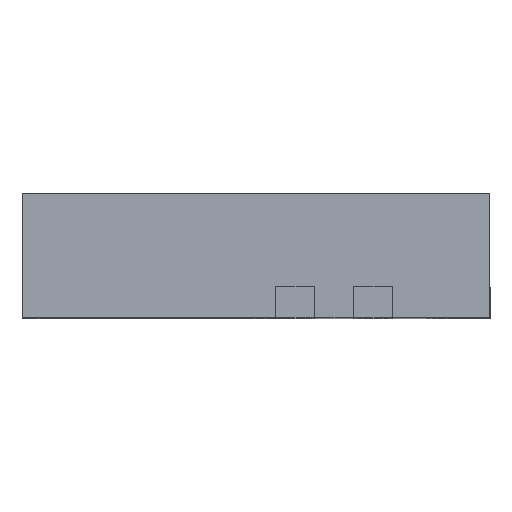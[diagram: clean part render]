
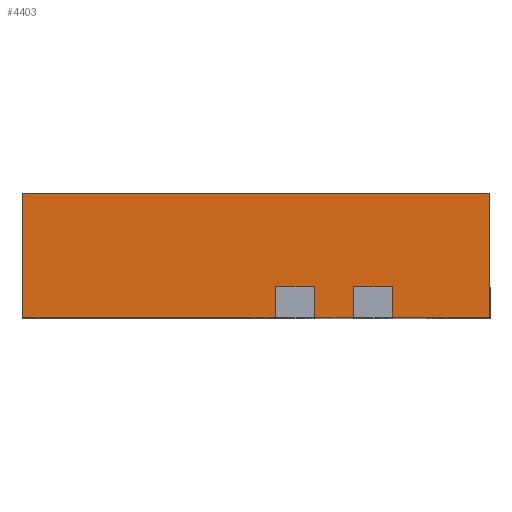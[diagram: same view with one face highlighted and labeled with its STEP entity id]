
A CAD part, top view. The second image highlights one B-rep face of the part: STEP entity #4403.
In plain terms, the highlighted planar face has unit normal (0, 0, 1).
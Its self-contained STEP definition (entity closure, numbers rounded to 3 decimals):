
#40 = ORIENTED_EDGE ( 'NONE', *, *, #5571, .T. ) ;
#121 = AXIS2_PLACEMENT_3D ( 'NONE', #4274, #5157, #339 ) ;
#259 = VECTOR ( 'NONE', #5191, 1000. ) ;
#339 = DIRECTION ( 'NONE',  ( -1., 0., 0. ) ) ;
#343 = CARTESIAN_POINT ( 'NONE',  ( 0.125, 0., 1.5 ) ) ;
#468 = EDGE_LOOP ( 'NONE', ( #3576, #3595, #4414, #2531, #1895, #3841, #3187, #3379, #40, #593, #2512, #1238 ) ) ;
#536 = FACE_OUTER_BOUND ( 'NONE', #468, .T. ) ;
#593 = ORIENTED_EDGE ( 'NONE', *, *, #2747, .F. ) ;
#674 = CARTESIAN_POINT ( 'NONE',  ( -1.5, 0.8, 1.5 ) ) ;
#711 = DIRECTION ( 'NONE',  ( 0., -1., 0. ) ) ;
#739 = DIRECTION ( 'NONE',  ( 1., 0., 0. ) ) ;
#815 = CARTESIAN_POINT ( 'NONE',  ( 1.5, 0.8, 1.5 ) ) ;
#838 = VECTOR ( 'NONE', #1577, 1000. ) ;
#840 = VERTEX_POINT ( 'NONE', #2756 ) ;
#890 = EDGE_CURVE ( 'NONE', #4022, #840, #2408, .T. ) ;
#900 = CARTESIAN_POINT ( 'NONE',  ( -1.5, 0.8, 1.5 ) ) ;
#917 = DIRECTION ( 'NONE',  ( 0., -1., 0. ) ) ;
#971 = VERTEX_POINT ( 'NONE', #5406 ) ;
#995 = VERTEX_POINT ( 'NONE', #5597 ) ;
#1042 = LINE ( 'NONE', #674, #5229 ) ;
#1166 = EDGE_CURVE ( 'NONE', #5310, #3593, #1042, .T. ) ;
#1228 = CARTESIAN_POINT ( 'NONE',  ( 0.625, 0.2, 1.5 ) ) ;
#1238 = ORIENTED_EDGE ( 'NONE', *, *, #5309, .T. ) ;
#1330 = DIRECTION ( 'NONE',  ( 1., 0., 0. ) ) ;
#1399 = LINE ( 'NONE', #4757, #259 ) ;
#1513 = VERTEX_POINT ( 'NONE', #343 ) ;
#1577 = DIRECTION ( 'NONE',  ( 0., -1., 0. ) ) ;
#1738 = VERTEX_POINT ( 'NONE', #1228 ) ;
#1792 = CARTESIAN_POINT ( 'NONE',  ( 0.625, 0.2, 1.5 ) ) ;
#1865 = EDGE_CURVE ( 'NONE', #4276, #995, #4168, .T. ) ;
#1895 = ORIENTED_EDGE ( 'NONE', *, *, #3340, .T. ) ;
#1910 = VECTOR ( 'NONE', #3606, 1000. ) ;
#1971 = VECTOR ( 'NONE', #3480, 1000. ) ;
#2101 = CARTESIAN_POINT ( 'NONE',  ( -1.5, 0., 1.5 ) ) ;
#2161 = EDGE_CURVE ( 'NONE', #5310, #4022, #5128, .T. ) ;
#2166 = DIRECTION ( 'NONE',  ( 1., 0., 0. ) ) ;
#2172 = VERTEX_POINT ( 'NONE', #4381 ) ;
#2174 = CARTESIAN_POINT ( 'NONE',  ( 0.125, 0.2, 1.5 ) ) ;
#2194 = LINE ( 'NONE', #2174, #1910 ) ;
#2202 = CARTESIAN_POINT ( 'NONE',  ( -1.5, 0., 1.5 ) ) ;
#2352 = DIRECTION ( 'NONE',  ( 0., -1., 0. ) ) ;
#2389 = LINE ( 'NONE', #2868, #838 ) ;
#2408 = LINE ( 'NONE', #5325, #5567 ) ;
#2411 = CARTESIAN_POINT ( 'NONE',  ( 0.625, 0., 1.5 ) ) ;
#2415 = CARTESIAN_POINT ( 'NONE',  ( -1.5, 0., 1.5 ) ) ;
#2512 = ORIENTED_EDGE ( 'NONE', *, *, #1865, .F. ) ;
#2531 = ORIENTED_EDGE ( 'NONE', *, *, #3603, .T. ) ;
#2574 = VECTOR ( 'NONE', #3868, 1000. ) ;
#2747 = EDGE_CURVE ( 'NONE', #995, #1513, #2194, .T. ) ;
#2756 = CARTESIAN_POINT ( 'NONE',  ( 1.5, 0., 1.5 ) ) ;
#2868 = CARTESIAN_POINT ( 'NONE',  ( 0.875, 0.2, 1.5 ) ) ;
#2905 = VERTEX_POINT ( 'NONE', #3269 ) ;
#2992 = LINE ( 'NONE', #4753, #3651 ) ;
#3187 = ORIENTED_EDGE ( 'NONE', *, *, #2161, .F. ) ;
#3269 = CARTESIAN_POINT ( 'NONE',  ( 0.375, 0., 1.5 ) ) ;
#3340 = EDGE_CURVE ( 'NONE', #971, #840, #2992, .T. ) ;
#3379 = ORIENTED_EDGE ( 'NONE', *, *, #1166, .T. ) ;
#3383 = CARTESIAN_POINT ( 'NONE',  ( 0.375, 0.2, 1.5 ) ) ;
#3399 = VECTOR ( 'NONE', #2166, 1000. ) ;
#3434 = PLANE ( 'NONE',  #121 ) ;
#3480 = DIRECTION ( 'NONE',  ( -1., 0., 0. ) ) ;
#3576 = ORIENTED_EDGE ( 'NONE', *, *, #4869, .T. ) ;
#3593 = VERTEX_POINT ( 'NONE', #2415 ) ;
#3595 = ORIENTED_EDGE ( 'NONE', *, *, #4551, .F. ) ;
#3603 = EDGE_CURVE ( 'NONE', #2172, #971, #2389, .T. ) ;
#3606 = DIRECTION ( 'NONE',  ( 0., -1., 0. ) ) ;
#3651 = VECTOR ( 'NONE', #739, 1000. ) ;
#3666 = VECTOR ( 'NONE', #5428, 1000. ) ;
#3733 = LINE ( 'NONE', #4125, #3666 ) ;
#3841 = ORIENTED_EDGE ( 'NONE', *, *, #890, .F. ) ;
#3868 = DIRECTION ( 'NONE',  ( 1., 0., 0. ) ) ;
#3942 = CARTESIAN_POINT ( 'NONE',  ( -1.5, 0.8, 1.5 ) ) ;
#4022 = VERTEX_POINT ( 'NONE', #815 ) ;
#4125 = CARTESIAN_POINT ( 'NONE',  ( 0.625, 0.2, 1.5 ) ) ;
#4168 = LINE ( 'NONE', #4364, #1971 ) ;
#4171 = VECTOR ( 'NONE', #1330, 1000. ) ;
#4274 = CARTESIAN_POINT ( 'NONE',  ( -1.5, 0.8, 1.5 ) ) ;
#4276 = VERTEX_POINT ( 'NONE', #3383 ) ;
#4364 = CARTESIAN_POINT ( 'NONE',  ( 0.125, 0.2, 1.5 ) ) ;
#4381 = CARTESIAN_POINT ( 'NONE',  ( 0.875, 0.2, 1.5 ) ) ;
#4403 = ADVANCED_FACE ( 'NONE', ( #536 ), #3434, .F. ) ;
#4414 = ORIENTED_EDGE ( 'NONE', *, *, #5086, .F. ) ;
#4510 = LINE ( 'NONE', #2202, #2574 ) ;
#4551 = EDGE_CURVE ( 'NONE', #1738, #5044, #4801, .T. ) ;
#4753 = CARTESIAN_POINT ( 'NONE',  ( -1.5, 0., 1.5 ) ) ;
#4757 = CARTESIAN_POINT ( 'NONE',  ( 0.375, 0.2, 1.5 ) ) ;
#4801 = LINE ( 'NONE', #1792, #5204 ) ;
#4869 = EDGE_CURVE ( 'NONE', #2905, #5044, #5003, .T. ) ;
#5003 = LINE ( 'NONE', #2101, #3399 ) ;
#5044 = VERTEX_POINT ( 'NONE', #2411 ) ;
#5086 = EDGE_CURVE ( 'NONE', #2172, #1738, #3733, .T. ) ;
#5128 = LINE ( 'NONE', #3942, #4171 ) ;
#5157 = DIRECTION ( 'NONE',  ( 0., 0., -1. ) ) ;
#5191 = DIRECTION ( 'NONE',  ( 0., -1., 0. ) ) ;
#5204 = VECTOR ( 'NONE', #917, 1000. ) ;
#5229 = VECTOR ( 'NONE', #711, 1000. ) ;
#5309 = EDGE_CURVE ( 'NONE', #4276, #2905, #1399, .T. ) ;
#5310 = VERTEX_POINT ( 'NONE', #900 ) ;
#5325 = CARTESIAN_POINT ( 'NONE',  ( 1.5, 0.8, 1.5 ) ) ;
#5406 = CARTESIAN_POINT ( 'NONE',  ( 0.875, 0., 1.5 ) ) ;
#5428 = DIRECTION ( 'NONE',  ( -1., 0., 0. ) ) ;
#5567 = VECTOR ( 'NONE', #2352, 1000. ) ;
#5571 = EDGE_CURVE ( 'NONE', #3593, #1513, #4510, .T. ) ;
#5597 = CARTESIAN_POINT ( 'NONE',  ( 0.125, 0.2, 1.5 ) ) ;
